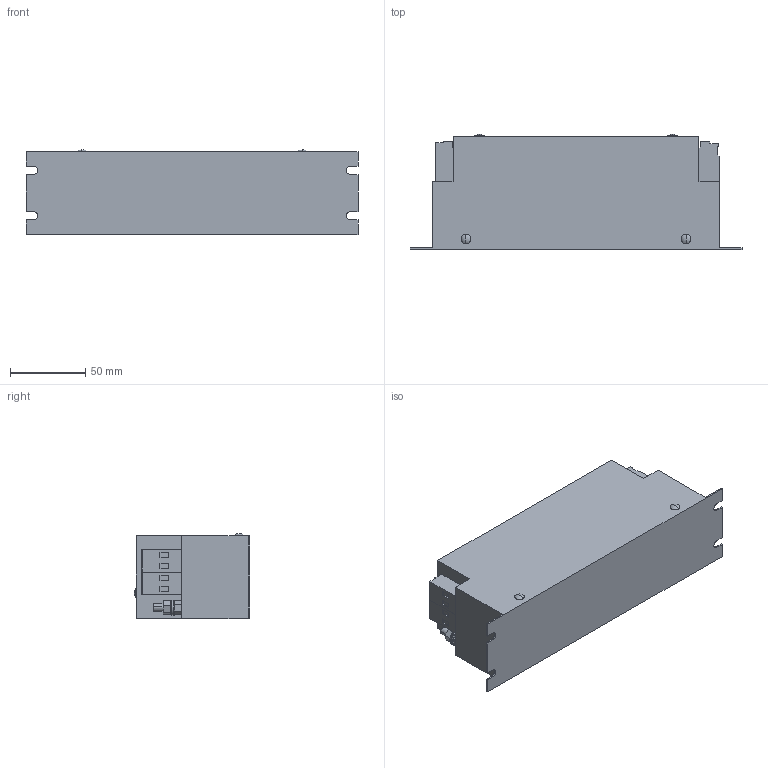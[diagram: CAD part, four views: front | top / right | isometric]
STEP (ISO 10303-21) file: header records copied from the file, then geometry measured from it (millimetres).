
FILE_DESCRIPTION (( 'STEP AP214' ), '1' );
FILE_NAME ('197714.STEP', '2024-03-21T10:37:46', ( '' ), ( '' ), 'SwSTEP 2.0', 'SolidWorks 2022', '' );
FILE_SCHEMA (( 'AUTOMOTIVE_DESIGN' ));
Length unit declared in the file: millimetre
Products named in the file (1): 197714
Bounding box: 220 x 76.37 x 56.37 mm (x, y, z)
Volume: 761553 mm3; surface area: 62865.4 mm2
Topology: 1 solids, 1 shells, 278 faces, 679 edges, 442 vertices
Faces by surface type: plane 218, cylinder 52, sphere 8
Entity records: 8125 total; most frequent: CARTESIAN_POINT 1400, DIRECTION 1381, ORIENTED_EDGE 1358, EDGE_CURVE 679, VECTOR 535, LINE 535, VERTEX_POINT 442, AXIS2_PLACEMENT_3D 423
